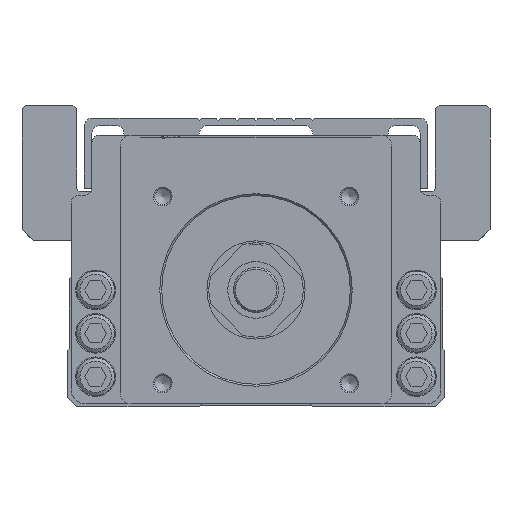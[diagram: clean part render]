
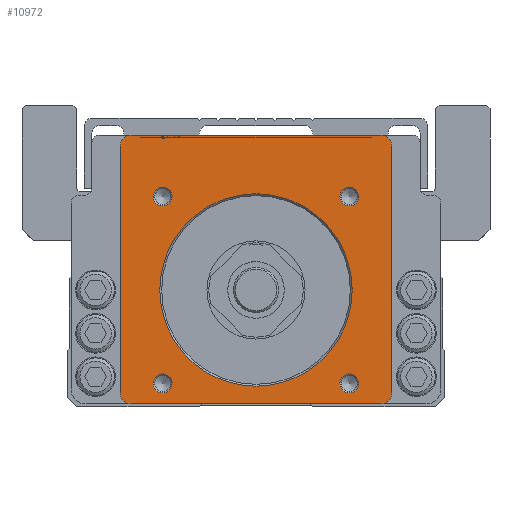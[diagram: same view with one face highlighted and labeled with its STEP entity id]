
A CAD part, front view. The second image highlights one B-rep face of the part: STEP entity #10972.
In plain terms, the highlighted planar face has unit normal (0, -1, 0).
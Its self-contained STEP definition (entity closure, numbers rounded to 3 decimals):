
#1070=PLANE('',#34467);
#4842=LINE('',#50963,#8139);
#4843=LINE('',#50964,#8140);
#4844=LINE('',#50968,#8141);
#4845=LINE('',#50972,#8142);
#8139=VECTOR('',#40575,1.);
#8140=VECTOR('',#40576,1.);
#8141=VECTOR('',#40579,1.);
#8142=VECTOR('',#40582,1.);
#10972=ADVANCED_FACE('',(#12654,#12655,#12656,#12657,#12658,#12659),#1070,
 .T.);
#12654=FACE_BOUND('',#14534,.T.);
#12655=FACE_BOUND('',#14535,.T.);
#12656=FACE_BOUND('',#14536,.T.);
#12657=FACE_BOUND('',#14537,.T.);
#12658=FACE_BOUND('',#14538,.T.);
#12659=FACE_BOUND('',#14539,.T.);
#14534=EDGE_LOOP('',(#20262));
#14535=EDGE_LOOP('',(#20263));
#14536=EDGE_LOOP('',(#20264));
#14537=EDGE_LOOP('',(#20265));
#14538=EDGE_LOOP('',(#20266));
#14539=EDGE_LOOP('',(#20267,#20268,#20269,#20270,#20271,#20272,#20273,#20274));
#20262=ORIENTED_EDGE('',*,*,#29165,.T.);
#20263=ORIENTED_EDGE('',*,*,#29988,.T.);
#20264=ORIENTED_EDGE('',*,*,#29991,.T.);
#20265=ORIENTED_EDGE('',*,*,#29994,.T.);
#20266=ORIENTED_EDGE('',*,*,#29997,.T.);
#20267=ORIENTED_EDGE('',*,*,#30000,.T.);
#20268=ORIENTED_EDGE('',*,*,#29898,.T.);
#20269=ORIENTED_EDGE('',*,*,#30001,.T.);
#20270=ORIENTED_EDGE('',*,*,#30002,.T.);
#20271=ORIENTED_EDGE('',*,*,#30003,.T.);
#20272=ORIENTED_EDGE('',*,*,#30004,.T.);
#20273=ORIENTED_EDGE('',*,*,#30005,.T.);
#20274=ORIENTED_EDGE('',*,*,#29894,.T.);
#25676=VERTEX_POINT('',#48550);
#26180=VERTEX_POINT('',#50660);
#26181=VERTEX_POINT('',#50662);
#26184=VERTEX_POINT('',#50669);
#26185=VERTEX_POINT('',#50671);
#26257=VERTEX_POINT('',#50923);
#26261=VERTEX_POINT('',#50933);
#26265=VERTEX_POINT('',#50943);
#26269=VERTEX_POINT('',#50953);
#26273=VERTEX_POINT('',#50965);
#26274=VERTEX_POINT('',#50967);
#26275=VERTEX_POINT('',#50969);
#26276=VERTEX_POINT('',#50971);
#29165=EDGE_CURVE('',#25676,#25676,#32403,.T.);
#29894=EDGE_CURVE('',#26181,#26180,#32504,.T.);
#29898=EDGE_CURVE('',#26185,#26184,#32506,.T.);
#29988=EDGE_CURVE('',#26257,#26257,#32534,.T.);
#29991=EDGE_CURVE('',#26261,#26261,#32537,.T.);
#29994=EDGE_CURVE('',#26265,#26265,#32540,.T.);
#29997=EDGE_CURVE('',#26269,#26269,#32543,.T.);
#30000=EDGE_CURVE('',#26180,#26185,#4842,.T.);
#30001=EDGE_CURVE('',#26184,#26273,#4843,.T.);
#30002=EDGE_CURVE('',#26273,#26274,#32546,.T.);
#30003=EDGE_CURVE('',#26274,#26275,#4844,.T.);
#30004=EDGE_CURVE('',#26275,#26276,#32547,.T.);
#30005=EDGE_CURVE('',#26276,#26181,#4845,.T.);
#32403=CIRCLE('',#33983,25.5);
#32504=CIRCLE('',#34380,3.);
#32506=CIRCLE('',#34383,3.);
#32534=CIRCLE('',#34440,2.5);
#32537=CIRCLE('',#34446,2.5);
#32540=CIRCLE('',#34452,2.5);
#32543=CIRCLE('',#34458,2.5);
#32546=CIRCLE('',#34465,3.);
#32547=CIRCLE('',#34466,3.);
#33983=AXIS2_PLACEMENT_3D('',#48549,#38954,#38955);
#34380=AXIS2_PLACEMENT_3D('',#50661,#40352,#40353);
#34383=AXIS2_PLACEMENT_3D('',#50670,#40360,#40361);
#34440=AXIS2_PLACEMENT_3D('',#50922,#40525,#40526);
#34446=AXIS2_PLACEMENT_3D('',#50932,#40537,#40538);
#34452=AXIS2_PLACEMENT_3D('',#50942,#40549,#40550);
#34458=AXIS2_PLACEMENT_3D('',#50952,#40561,#40562);
#34465=AXIS2_PLACEMENT_3D('',#50966,#40577,#40578);
#34466=AXIS2_PLACEMENT_3D('',#50970,#40580,#40581);
#34467=AXIS2_PLACEMENT_3D('',#50973,#40583,#40584);
#38954=DIRECTION('',(0.,1.,0.));
#38955=DIRECTION('',(0.,0.,-1.));
#40352=DIRECTION('',(0.,-1.,0.));
#40353=DIRECTION('',(0.,0.,-1.));
#40360=DIRECTION('',(0.,-1.,0.));
#40361=DIRECTION('',(0.,0.,-1.));
#40525=DIRECTION('',(0.,1.,0.));
#40526=DIRECTION('',(0.,0.,-1.));
#40537=DIRECTION('',(0.,1.,0.));
#40538=DIRECTION('',(0.,0.,-1.));
#40549=DIRECTION('',(0.,1.,0.));
#40550=DIRECTION('',(0.,0.,-1.));
#40561=DIRECTION('',(0.,1.,0.));
#40562=DIRECTION('',(0.,0.,-1.));
#40575=DIRECTION('',(1.,0.,0.));
#40576=DIRECTION('',(0.,0.,1.));
#40577=DIRECTION('',(0.,-1.,0.));
#40578=DIRECTION('',(0.,0.,-1.));
#40579=DIRECTION('',(-1.,0.,0.));
#40580=DIRECTION('',(0.,-1.,0.));
#40581=DIRECTION('',(0.,0.,-1.));
#40582=DIRECTION('',(0.,0.,-1.));
#40583=DIRECTION('',(0.,-1.,0.));
#40584=DIRECTION('',(0.,0.,1.));
#48549=CARTESIAN_POINT('',(0.,-299.9,-24.));
#48550=CARTESIAN_POINT('',(0.,-299.9,-49.5));
#50660=CARTESIAN_POINT('',(-33.,-299.9,-54.2));
#50661=CARTESIAN_POINT('',(-33.,-299.9,-51.2));
#50662=CARTESIAN_POINT('',(-36.,-299.9,-51.2));
#50669=CARTESIAN_POINT('',(36.,-299.9,-51.2));
#50670=CARTESIAN_POINT('',(33.,-299.9,-51.2));
#50671=CARTESIAN_POINT('',(33.,-299.9,-54.2));
#50922=CARTESIAN_POINT('',(-24.749,-299.9,-48.749));
#50923=CARTESIAN_POINT('',(-24.749,-299.9,-51.249));
#50932=CARTESIAN_POINT('',(-24.749,-299.9,0.749));
#50933=CARTESIAN_POINT('',(-24.749,-299.9,-1.751));
#50942=CARTESIAN_POINT('',(24.749,-299.9,0.749));
#50943=CARTESIAN_POINT('',(24.749,-299.9,-1.751));
#50952=CARTESIAN_POINT('',(24.749,-299.9,-48.749));
#50953=CARTESIAN_POINT('',(24.749,-299.9,-51.249));
#50963=CARTESIAN_POINT('',(-49.,-299.9,-54.2));
#50964=CARTESIAN_POINT('',(36.,-299.9,-54.5));
#50965=CARTESIAN_POINT('',(36.,-299.9,14.));
#50966=CARTESIAN_POINT('',(33.,-299.9,14.));
#50967=CARTESIAN_POINT('',(33.,-299.9,17.));
#50968=CARTESIAN_POINT('',(33.,-299.9,17.));
#50969=CARTESIAN_POINT('',(-33.,-299.9,17.));
#50970=CARTESIAN_POINT('',(-33.,-299.9,14.));
#50971=CARTESIAN_POINT('',(-36.,-299.9,14.));
#50972=CARTESIAN_POINT('',(-36.,-299.9,12.));
#50973=CARTESIAN_POINT('',(-33.,-299.9,12.));
